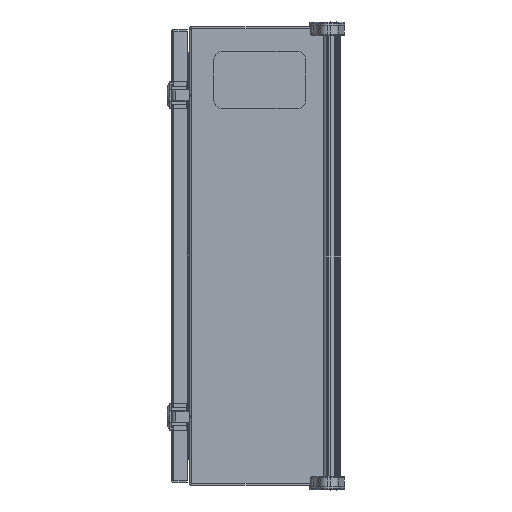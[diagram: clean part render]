
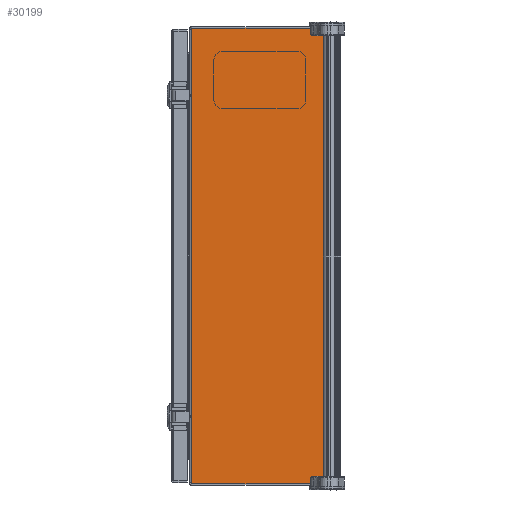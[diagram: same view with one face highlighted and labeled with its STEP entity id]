
A CAD part, left-side view. The second image highlights one B-rep face of the part: STEP entity #30199.
In plain terms, the highlighted planar face has unit normal (-1, 0, 0).
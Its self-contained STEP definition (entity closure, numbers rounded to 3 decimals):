
#1669 = DIRECTION ( 'NONE',  ( 0., 0., -1. ) ) ;
#6094 = LINE ( 'NONE', #77823, #53867 ) ;
#9058 = CARTESIAN_POINT ( 'NONE',  ( -304.8, 1761.026, -79.93 ) ) ;
#9420 = CARTESIAN_POINT ( 'NONE',  ( -304.8, 1761.026, -83.016 ) ) ;
#13141 = LINE ( 'NONE', #85376, #15087 ) ;
#13409 = EDGE_CURVE ( 'NONE', #20527, #73515, #97236, .T. ) ;
#13926 = VECTOR ( 'NONE', #17294, 1000. ) ;
#15087 = VECTOR ( 'NONE', #35870, 1000. ) ;
#17142 = FACE_OUTER_BOUND ( 'NONE', #70832, .T. ) ;
#17294 = DIRECTION ( 'NONE',  ( 0., -1., 0. ) ) ;
#20527 = VERTEX_POINT ( 'NONE', #58572 ) ;
#24091 = DIRECTION ( 'NONE',  ( 0., -1., 0. ) ) ;
#29189 = ORIENTED_EDGE ( 'NONE', *, *, #75283, .T. ) ;
#30199 = ADVANCED_FACE ( 'NONE', ( #17142 ), #48643, .F. ) ;
#30603 = CARTESIAN_POINT ( 'NONE',  ( -304.8, 251.94, -83.016 ) ) ;
#34444 = CARTESIAN_POINT ( 'NONE',  ( -304.8, -251.94, -79.93 ) ) ;
#35870 = DIRECTION ( 'NONE',  ( 0., 0., 1. ) ) ;
#38704 = VERTEX_POINT ( 'NONE', #47381 ) ;
#47381 = CARTESIAN_POINT ( 'NONE',  ( -304.8, 251.94, 66.298 ) ) ;
#48643 = PLANE ( 'NONE',  #54656 ) ;
#50540 = CARTESIAN_POINT ( 'NONE',  ( -304.8, -251.94, 66.298 ) ) ;
#53867 = VECTOR ( 'NONE', #24091, 1000. ) ;
#53907 = EDGE_CURVE ( 'NONE', #38704, #74385, #6094, .T. ) ;
#54656 = AXIS2_PLACEMENT_3D ( 'NONE', #9420, #72410, #1669 ) ;
#58572 = CARTESIAN_POINT ( 'NONE',  ( -304.8, 251.94, -79.93 ) ) ;
#61475 = ORIENTED_EDGE ( 'NONE', *, *, #53907, .F. ) ;
#63257 = VECTOR ( 'NONE', #84843, 1000. ) ;
#69833 = EDGE_CURVE ( 'NONE', #73515, #74385, #13141, .T. ) ;
#70832 = EDGE_LOOP ( 'NONE', ( #61475, #29189, #88037, #73641 ) ) ;
#72410 = DIRECTION ( 'NONE',  ( 1., 0., 0. ) ) ;
#73515 = VERTEX_POINT ( 'NONE', #34444 ) ;
#73641 = ORIENTED_EDGE ( 'NONE', *, *, #69833, .T. ) ;
#74385 = VERTEX_POINT ( 'NONE', #50540 ) ;
#75283 = EDGE_CURVE ( 'NONE', #38704, #20527, #101790, .T. ) ;
#77823 = CARTESIAN_POINT ( 'NONE',  ( -304.8, -251.94, 66.298 ) ) ;
#84843 = DIRECTION ( 'NONE',  ( 0., 0., -1. ) ) ;
#85376 = CARTESIAN_POINT ( 'NONE',  ( -304.8, -251.94, -83.016 ) ) ;
#88037 = ORIENTED_EDGE ( 'NONE', *, *, #13409, .T. ) ;
#97236 = LINE ( 'NONE', #9058, #13926 ) ;
#101790 = LINE ( 'NONE', #30603, #63257 ) ;
